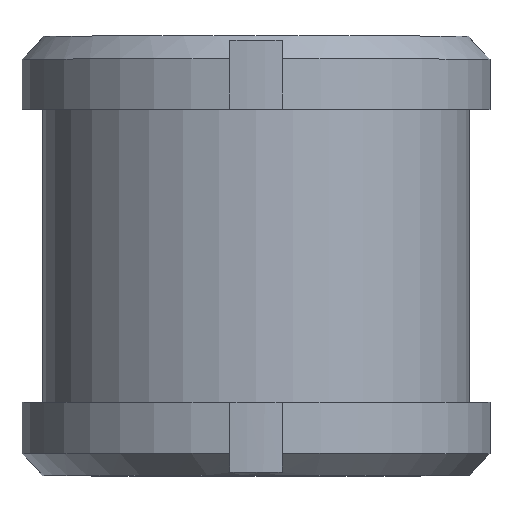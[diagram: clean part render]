
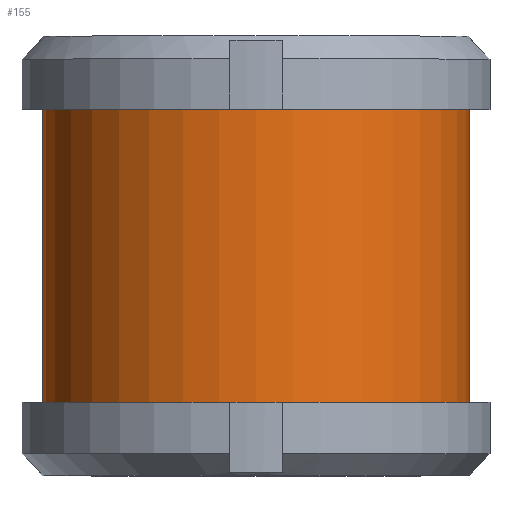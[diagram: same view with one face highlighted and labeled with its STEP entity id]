
A CAD part, top view. The second image highlights one B-rep face of the part: STEP entity #155.
In plain terms, the highlighted cylindrical face has radius 20.4 mm (diameter 40.8 mm), a full revolution.
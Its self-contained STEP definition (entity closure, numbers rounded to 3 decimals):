
#155 = ADVANCED_FACE( '', ( #328, #329 ), #330, .T. );
#328 = FACE_OUTER_BOUND( '', #507, .T. );
#329 = FACE_OUTER_BOUND( '', #508, .T. );
#330 = CYLINDRICAL_SURFACE( '', #509, 20.4 );
#507 = EDGE_LOOP( '', ( #868 ) );
#508 = EDGE_LOOP( '', ( #869 ) );
#509 = AXIS2_PLACEMENT_3D( '', #870, #871, #872 );
#868 = ORIENTED_EDGE( '', *, *, #1059, .T. );
#869 = ORIENTED_EDGE( '', *, *, #1120, .F. );
#870 = CARTESIAN_POINT( '', ( 0., 0., 0. ) );
#871 = DIRECTION( '', ( 0., 1., 0. ) );
#872 = DIRECTION( '', ( 0., 0., -1. ) );
#1059 = EDGE_CURVE( '', #1281, #1281, #1282, .T. );
#1120 = EDGE_CURVE( '', #1362, #1362, #1363, .T. );
#1281 = VERTEX_POINT( '', #1597 );
#1282 = CIRCLE( '', #1598, 20.4 );
#1362 = VERTEX_POINT( '', #1736 );
#1363 = CIRCLE( '', #1737, 20.4 );
#1597 = CARTESIAN_POINT( '', ( 0., 35., -20.4 ) );
#1598 = AXIS2_PLACEMENT_3D( '', #1883, #1884, #1885 );
#1736 = CARTESIAN_POINT( '', ( 0., 7., -20.4 ) );
#1737 = AXIS2_PLACEMENT_3D( '', #1953, #1954, #1955 );
#1883 = CARTESIAN_POINT( '', ( 0., 35., 0. ) );
#1884 = DIRECTION( '', ( 0., -1., 0. ) );
#1885 = DIRECTION( '', ( 0., 0., -1. ) );
#1953 = CARTESIAN_POINT( '', ( 0., 7., 0. ) );
#1954 = DIRECTION( '', ( 0., -1., 0. ) );
#1955 = DIRECTION( '', ( 0., 0., -1. ) );
